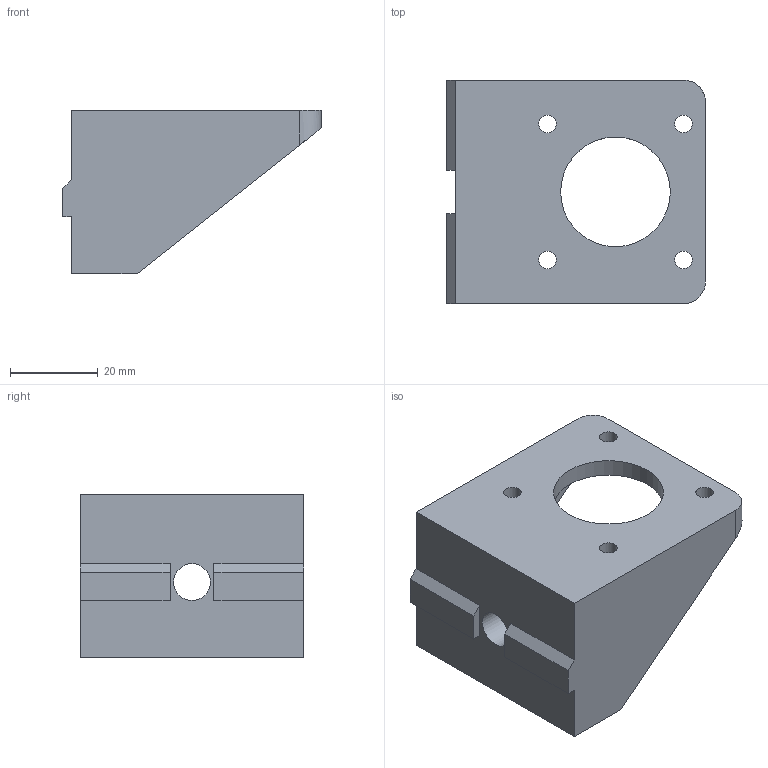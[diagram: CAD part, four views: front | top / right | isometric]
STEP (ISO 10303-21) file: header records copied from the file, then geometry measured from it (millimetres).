
FILE_DESCRIPTION(/* description */ (''),/* implementation_level */ '2;1');
FILE_NAME(/* name */ 'ZStepperMount.stp',/* time_stamp */ '2014-06-26T21:35:11+02:00',/* author */ (''),/* organization */ (''),/* preprocessor_version */ 'ST-DEVELOPER v15.6',/* originating_system */ 'Autodesk Translator Framework v3.0.0.6910',/* authorisation */ '');
FILE_SCHEMA (('AUTOMOTIVE_DESIGN { 1 0 10303 214 3 1 1 }'));
Length unit declared in the file: centimetre
Products named in the file (2): Component3; z-stepper-mount v9
Bounding box: 59 x 51 x 37.21 mm (x, y, z)
Volume: 39385.4 mm3; surface area: 13673.6 mm2
Topology: 1 solids, 1 shells, 30 faces, 80 edges, 53 vertices
Faces by surface type: plane 21, cylinder 9
Full cylindrical faces by diameter (mm): 4 x4, 8.4 x1, 14 x1, 25 x1
Entity records: 966 total; most frequent: DIRECTION 158, CARTESIAN_POINT 157, ORIENTED_EDGE 144, EDGE_CURVE 72, AXIS2_PLACEMENT_3D 53, LINE 52, VECTOR 52, VERTEX_POINT 52
